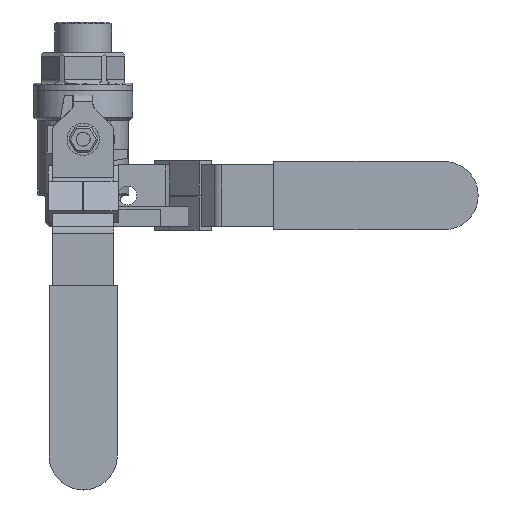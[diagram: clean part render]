
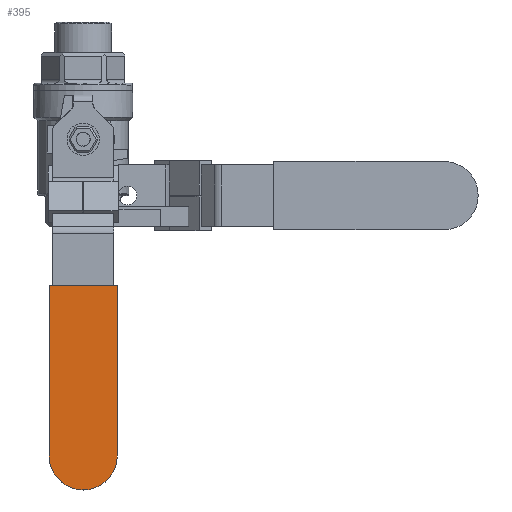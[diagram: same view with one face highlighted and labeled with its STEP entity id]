
A CAD part, top view. The second image highlights one B-rep face of the part: STEP entity #395.
In plain terms, the highlighted face is planar.
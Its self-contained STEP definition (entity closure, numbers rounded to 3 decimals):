
#395 = ADVANCED_FACE( '', ( #930 ), #931, .F. );
#930 = FACE_OUTER_BOUND( '', #1625, .T. );
#931 = PLANE( '', #1626 );
#1625 = EDGE_LOOP( '', ( #3064, #3065, #3066, #3067 ) );
#1626 = AXIS2_PLACEMENT_3D( '', #3068, #3069, #3070 );
#3064 = ORIENTED_EDGE( '', *, *, #4630, .T. );
#3065 = ORIENTED_EDGE( '', *, *, #4631, .F. );
#3066 = ORIENTED_EDGE( '', *, *, #4632, .F. );
#3067 = ORIENTED_EDGE( '', *, *, #4633, .F. );
#3068 = CARTESIAN_POINT( '', ( 0., 0., 0. ) );
#3069 = DIRECTION( '', ( 0., 1., 0. ) );
#3070 = DIRECTION( '', ( 0., 0., 1. ) );
#4630 = EDGE_CURVE( '', #5567, #5568, #5569, .F. );
#4631 = EDGE_CURVE( '', #5570, #5568, #5571, .T. );
#4632 = EDGE_CURVE( '', #5572, #5570, #5573, .T. );
#4633 = EDGE_CURVE( '', #5567, #5572, #5574, .T. );
#5567 = VERTEX_POINT( '', #7193 );
#5568 = VERTEX_POINT( '', #7194 );
#5569 = CIRCLE( '', #7195, 10. );
#5570 = VERTEX_POINT( '', #7196 );
#5571 = LINE( '', #7197, #7198 );
#5572 = VERTEX_POINT( '', #7199 );
#5573 = LINE( '', #7200, #7201 );
#5574 = LINE( '', #7202, #7203 );
#7193 = CARTESIAN_POINT( '', ( 10., 0., 20. ) );
#7194 = CARTESIAN_POINT( '', ( 10., 0., 0. ) );
#7195 = AXIS2_PLACEMENT_3D( '', #8558, #8559, #8560 );
#7196 = CARTESIAN_POINT( '', ( 60., 0., 0. ) );
#7197 = CARTESIAN_POINT( '', ( 60., 0., 0. ) );
#7198 = VECTOR( '', #8561, 1000. );
#7199 = CARTESIAN_POINT( '', ( 60., 0., 20. ) );
#7200 = CARTESIAN_POINT( '', ( 60., 0., 20. ) );
#7201 = VECTOR( '', #8562, 1000. );
#7202 = CARTESIAN_POINT( '', ( 0., 0., 20. ) );
#7203 = VECTOR( '', #8563, 1000. );
#8558 = CARTESIAN_POINT( '', ( 10., 0., 10. ) );
#8559 = DIRECTION( '', ( 0., 1., 0. ) );
#8560 = DIRECTION( '', ( 0., 0., 1. ) );
#8561 = DIRECTION( '', ( -1., 0., 0. ) );
#8562 = DIRECTION( '', ( 0., 0., -1. ) );
#8563 = DIRECTION( '', ( 1., 0., 0. ) );
